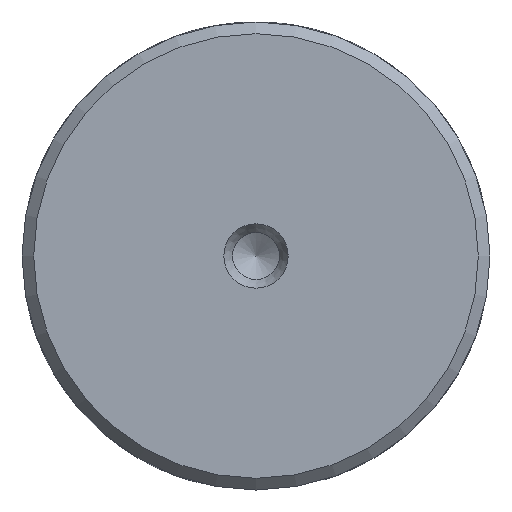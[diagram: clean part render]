
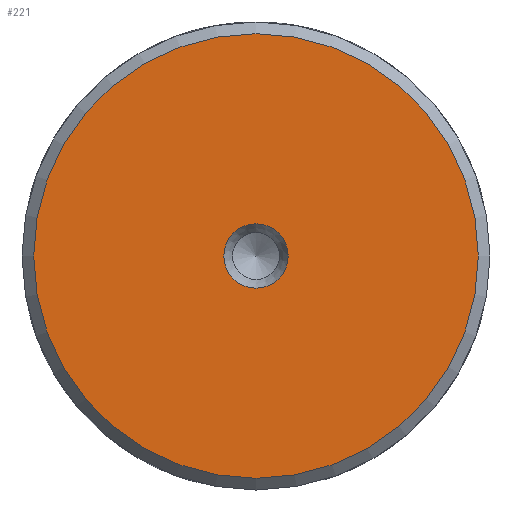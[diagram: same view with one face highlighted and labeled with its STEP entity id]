
A CAD part, left-side view. The second image highlights one B-rep face of the part: STEP entity #221.
In plain terms, the highlighted planar face has unit normal (-1, 0, 0).
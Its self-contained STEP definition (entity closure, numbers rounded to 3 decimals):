
#139=PLANE('',#719);
#178=CIRCLE('',#715,19.);
#179=CIRCLE('',#718,2.75);
#221=ADVANCED_FACE('',(#267,#268),#139,.F.);
#267=FACE_BOUND('',#335,.T.);
#268=FACE_BOUND('',#336,.T.);
#335=EDGE_LOOP('',(#482));
#336=EDGE_LOOP('',(#483));
#482=ORIENTED_EDGE('',*,*,#620,.T.);
#483=ORIENTED_EDGE('',*,*,#619,.T.);
#544=VERTEX_POINT('',#1935);
#545=VERTEX_POINT('',#1939);
#619=EDGE_CURVE('',#544,#544,#178,.T.);
#620=EDGE_CURVE('',#545,#545,#179,.T.);
#715=AXIS2_PLACEMENT_3D('',#1934,#870,#871);
#718=AXIS2_PLACEMENT_3D('',#1938,#876,#877);
#719=AXIS2_PLACEMENT_3D('',#1940,#878,#879);
#870=DIRECTION('',(-1.,0.,0.));
#871=DIRECTION('',(0.,0.,-1.));
#876=DIRECTION('',(1.,0.,0.));
#877=DIRECTION('',(0.,0.,-1.));
#878=DIRECTION('',(1.,0.,0.));
#879=DIRECTION('',(0.,0.,-1.));
#1934=CARTESIAN_POINT('',(0.,0.,0.));
#1935=CARTESIAN_POINT('',(0.,0.,-19.));
#1938=CARTESIAN_POINT('',(0.,0.,0.));
#1939=CARTESIAN_POINT('',(0.,0.,-2.75));
#1940=CARTESIAN_POINT('',(0.,0.,0.));
